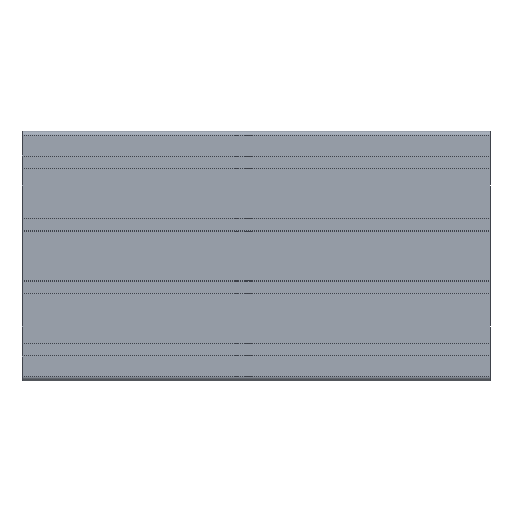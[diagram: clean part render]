
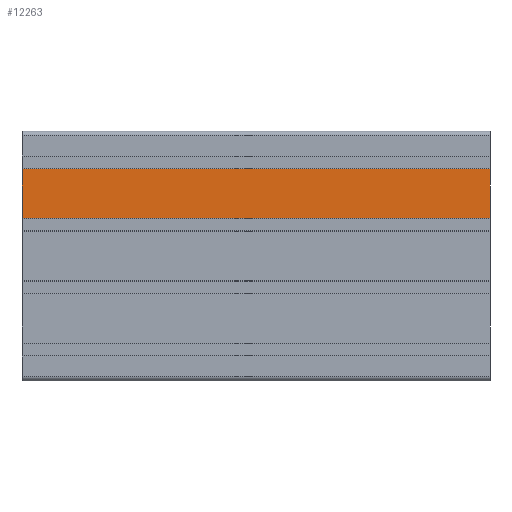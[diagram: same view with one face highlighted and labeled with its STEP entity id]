
A CAD part, left-side view. The second image highlights one B-rep face of the part: STEP entity #12263.
In plain terms, the highlighted face is planar.
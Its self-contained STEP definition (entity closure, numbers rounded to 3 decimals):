
#1901 = CARTESIAN_POINT ( 'NONE',  ( 40., 55.9, -300. ) ) ;
#1940 = LINE ( 'NONE', #1901, #11520 ) ;
#1969 = DIRECTION ( 'NONE',  ( 0., 0., 1. ) ) ;
#2059 = CARTESIAN_POINT ( 'NONE',  ( 40., 24.1, 0. ) ) ;
#2068 = LINE ( 'NONE', #2059, #11577 ) ;
#2084 = CARTESIAN_POINT ( 'NONE',  ( 40., 24.1, -300. ) ) ;
#2086 = LINE ( 'NONE', #2115, #11579 ) ;
#2089 = DIRECTION ( 'NONE',  ( 0., 1., 0. ) ) ;
#2090 = DIRECTION ( 'NONE',  ( 0., 1., 0. ) ) ;
#2097 = DIRECTION ( 'NONE',  ( 0., 0., 1. ) ) ;
#2109 = LINE ( 'NONE', #2084, #11544 ) ;
#2115 = CARTESIAN_POINT ( 'NONE',  ( 40., 24.1, -300. ) ) ;
#2588 = ORIENTED_EDGE ( 'NONE', *, *, #12792, .F. ) ;
#2591 = ORIENTED_EDGE ( 'NONE', *, *, #12785, .F. ) ;
#2592 = ORIENTED_EDGE ( 'NONE', *, *, #12749, .T. ) ;
#2597 = ORIENTED_EDGE ( 'NONE', *, *, #12786, .T. ) ;
#5438 = FACE_OUTER_BOUND ( 'NONE', #10058, .T. ) ;
#5447 = PLANE ( 'NONE',  #10947 ) ;
#5448 = CARTESIAN_POINT ( 'NONE',  ( 40., 24.1, -300. ) ) ;
#5449 = DIRECTION ( 'NONE',  ( 1., 0., 0. ) ) ;
#5450 = DIRECTION ( 'NONE',  ( 0., 0., -1. ) ) ;
#6620 = VERTEX_POINT ( 'NONE', #9778 ) ;
#6630 = VERTEX_POINT ( 'NONE', #9783 ) ;
#6653 = VERTEX_POINT ( 'NONE', #9844 ) ;
#6709 = VERTEX_POINT ( 'NONE', #9896 ) ;
#9778 = CARTESIAN_POINT ( 'NONE',  ( 40., 24.1, 0. ) ) ;
#9783 = CARTESIAN_POINT ( 'NONE',  ( 40., 55.9, 0. ) ) ;
#9844 = CARTESIAN_POINT ( 'NONE',  ( 40., 55.9, -300. ) ) ;
#9896 = CARTESIAN_POINT ( 'NONE',  ( 40., 24.1, -300. ) ) ;
#10058 = EDGE_LOOP ( 'NONE', ( #2588, #2591, #2597, #2592 ) ) ;
#10947 = AXIS2_PLACEMENT_3D ( 'NONE', #5448, #5449, #5450 ) ;
#11520 = VECTOR ( 'NONE', #1969, 1000. ) ;
#11544 = VECTOR ( 'NONE', #2089, 1000. ) ;
#11577 = VECTOR ( 'NONE', #2090, 1000. ) ;
#11579 = VECTOR ( 'NONE', #2097, 1000. ) ;
#12263 = ADVANCED_FACE ( 'PLANAR_33', ( #5438 ), #5447, .T. ) ;
#12749 = EDGE_CURVE ( 'NONE', #6653, #6630, #1940, .T. ) ;
#12785 = EDGE_CURVE ( 'NONE', #6709, #6620, #2086, .T. ) ;
#12786 = EDGE_CURVE ( 'NONE', #6709, #6653, #2109, .T. ) ;
#12792 = EDGE_CURVE ( 'NONE', #6620, #6630, #2068, .T. ) ;
